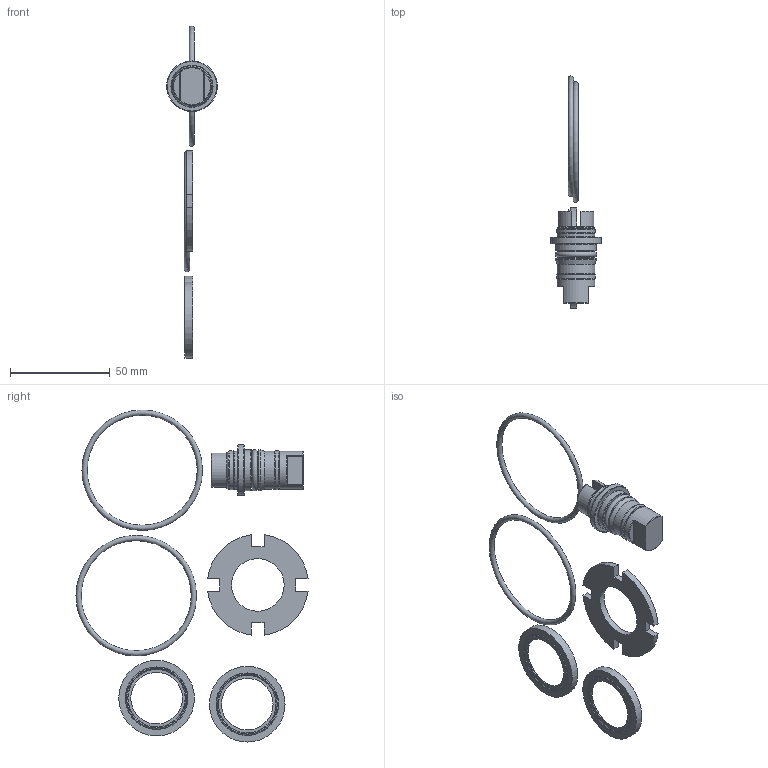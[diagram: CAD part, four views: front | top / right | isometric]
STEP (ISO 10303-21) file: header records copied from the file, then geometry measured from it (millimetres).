
FILE_DESCRIPTION(/* description */ ('1" EV VALVE REPAIR KIT'),/* implementation_level */ '2;1');
FILE_NAME(/* name */ 'EV10210.stp',/* time_stamp */ '2020-05-05T10:50:29-04:00',/* author */ ('JBH'),/* organization */ (''),/* preprocessor_version */ 'ST-DEVELOPER v17.2',/* originating_system */ 'Autodesk Inventor 2019',/* authorisation */ '');
FILE_SCHEMA (('AUTOMOTIVE_DESIGN { 1 0 10303 214 3 1 1 }'));
Length unit declared in the file: inch
Products named in the file (9): EV10210; MEV10151; MEV10151SS; FP26041E; FP26041; UV15163; MVE004; VE10258A; VE10264E
Assembly tree (12 placements, depth 3):
  EV10210
    MEV10151
      MEV10151SS
      FP26041E  x2
      FP26041  x2
      UV15163
    MVE004
    VE10258A  x2
    VE10264E  x2
Bounding box: 25.4 x 116.47 x 166.65 mm (x, y, z)
Volume: 22094.7 mm3; surface area: 16501.6 mm2
Topology: 11 solids, 11 shells, 129 faces, 347 edges, 242 vertices
Faces by surface type: plane 44, torus 36, cylinder 33, bspline 8, cone 4, sphere 4
Full cylindrical faces by diameter (mm): 14.275 x2, 16.205 x1, 16.383 x2, 19.05 x4, 19.431 x2, 20.625 x2, 25.4 x1, 25.908 x2, 26.416 x1, 37.973 x2
Entity records: 4373 total; most frequent: CARTESIAN_POINT 1010, DIRECTION 718, ORIENTED_EDGE 608, AXIS2_PLACEMENT_3D 318, EDGE_CURVE 304, VERTEX_POINT 210, CIRCLE 193, EDGE_LOOP 128
